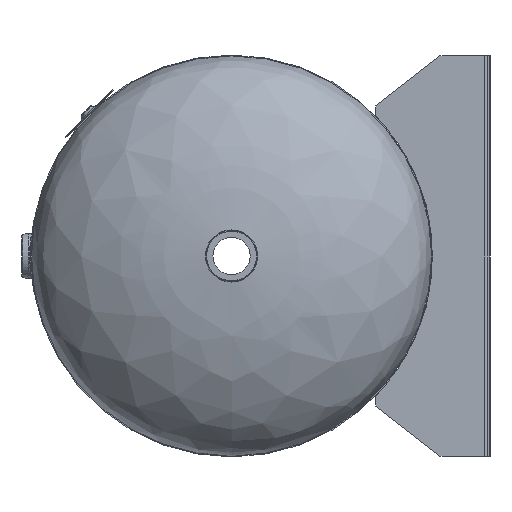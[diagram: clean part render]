
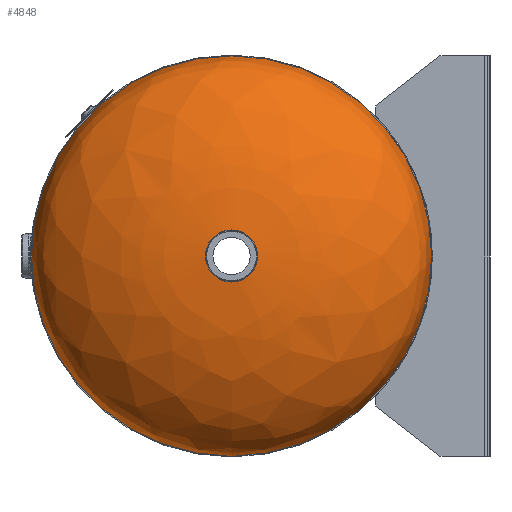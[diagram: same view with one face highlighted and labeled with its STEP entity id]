
A CAD part, left-side view. The second image highlights one B-rep face of the part: STEP entity #4848.
In plain terms, the highlighted free-form (B-spline) face has degree [2, 2] with [3, 9] control points.
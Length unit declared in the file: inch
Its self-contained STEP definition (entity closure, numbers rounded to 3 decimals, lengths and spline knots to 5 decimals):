
#113=ELLIPSE('',#5267,12.,6.0745);
#117=(
BOUNDED_SURFACE()
B_SPLINE_SURFACE(2,2,((#7610,#7611,#7612,#7613,#7614,#7615,#7616,#7617,
#7618),(#7619,#7620,#7621,#7622,#7623,#7624,#7625,#7626,#7627),(#7628,#7629,
#7630,#7631,#7632,#7633,#7634,#7635,#7636)),.UNSPECIFIED.,.F.,.T.,.F.)
B_SPLINE_SURFACE_WITH_KNOTS((3,3),(3,2,2,2,3),(0.,1.5708),
(0.,1.5708,3.14159,4.71239,6.28319),
 .UNSPECIFIED.)
GEOMETRIC_REPRESENTATION_ITEM()
RATIONAL_B_SPLINE_SURFACE(((1.,0.707,1.,0.707,1.,
0.707,1.,0.707,1.),(0.707,0.5,0.707,
0.5,0.707,0.5,0.707,0.5,0.707),(1.,
0.707,1.,0.707,1.,0.707,1.,0.707,
1.)))
REPRESENTATION_ITEM('')
SURFACE()
);
#219=CIRCLE('',#5243,1.34375);
#230=CIRCLE('',#5262,12.);
#1577=FACE_OUTER_BOUND('',#1908,.T.);
#1908=EDGE_LOOP('',(#3548,#3549,#3550,#3551));
#2355=VERTEX_POINT('',#7572);
#2366=VERTEX_POINT('',#7602);
#2827=EDGE_CURVE('',#2355,#2355,#219,.T.);
#2838=EDGE_CURVE('',#2366,#2366,#230,.T.);
#2841=EDGE_CURVE('',#2355,#2366,#113,.T.);
#3548=ORIENTED_EDGE('',*,*,#2827,.T.);
#3549=ORIENTED_EDGE('',*,*,#2841,.T.);
#3550=ORIENTED_EDGE('',*,*,#2838,.F.);
#3551=ORIENTED_EDGE('',*,*,#2841,.F.);
#4848=ADVANCED_FACE('',(#1577),#117,.T.);
#5243=AXIS2_PLACEMENT_3D('',#7573,#5691,#5692);
#5262=AXIS2_PLACEMENT_3D('',#7603,#5729,#5730);
#5267=AXIS2_PLACEMENT_3D('',#7637,#5739,#5740);
#5691=DIRECTION('center_axis',(0.,-1.,0.));
#5692=DIRECTION('ref_axis',(0.809,0.,-0.588));
#5729=DIRECTION('center_axis',(0.,-1.,0.));
#5730=DIRECTION('ref_axis',(1.,0.,0.));
#5739=DIRECTION('center_axis',(0.,0.,-1.));
#5740=DIRECTION('ref_axis',(1.,0.,0.));
#7572=CARTESIAN_POINT('',(1.34375,6.03629,0.));
#7573=CARTESIAN_POINT('Origin',(0.,6.03629,0.));
#7602=CARTESIAN_POINT('',(12.,0.,0.));
#7603=CARTESIAN_POINT('Origin',(0.,0.,0.));
#7610=CARTESIAN_POINT('Ctrl Pts',(12.,0.,0.));
#7611=CARTESIAN_POINT('Ctrl Pts',(12.,0.,12.));
#7612=CARTESIAN_POINT('Ctrl Pts',(0.,0.,12.));
#7613=CARTESIAN_POINT('Ctrl Pts',(-12.,0.,12.));
#7614=CARTESIAN_POINT('Ctrl Pts',(-12.,0.,0.));
#7615=CARTESIAN_POINT('Ctrl Pts',(-12.,0.,-12.));
#7616=CARTESIAN_POINT('Ctrl Pts',(0.,0.,-12.));
#7617=CARTESIAN_POINT('Ctrl Pts',(12.,0.,-12.));
#7618=CARTESIAN_POINT('Ctrl Pts',(12.,0.,0.));
#7619=CARTESIAN_POINT('Ctrl Pts',(12.,6.0745,0.));
#7620=CARTESIAN_POINT('Ctrl Pts',(12.,6.0745,12.));
#7621=CARTESIAN_POINT('Ctrl Pts',(0.,6.0745,12.));
#7622=CARTESIAN_POINT('Ctrl Pts',(-12.,6.0745,12.));
#7623=CARTESIAN_POINT('Ctrl Pts',(-12.,6.0745,0.));
#7624=CARTESIAN_POINT('Ctrl Pts',(-12.,6.0745,-12.));
#7625=CARTESIAN_POINT('Ctrl Pts',(0.,6.0745,-12.));
#7626=CARTESIAN_POINT('Ctrl Pts',(12.,6.0745,-12.));
#7627=CARTESIAN_POINT('Ctrl Pts',(12.,6.0745,0.));
#7628=CARTESIAN_POINT('Ctrl Pts',(0.,6.0745,0.));
#7629=CARTESIAN_POINT('Ctrl Pts',(0.,6.0745,0.));
#7630=CARTESIAN_POINT('Ctrl Pts',(0.,6.0745,0.));
#7631=CARTESIAN_POINT('Ctrl Pts',(0.,6.0745,0.));
#7632=CARTESIAN_POINT('Ctrl Pts',(0.,6.0745,0.));
#7633=CARTESIAN_POINT('Ctrl Pts',(0.,6.0745,0.));
#7634=CARTESIAN_POINT('Ctrl Pts',(0.,6.0745,0.));
#7635=CARTESIAN_POINT('Ctrl Pts',(0.,6.0745,0.));
#7636=CARTESIAN_POINT('Ctrl Pts',(0.,6.0745,0.));
#7637=CARTESIAN_POINT('Origin',(0.,0.,0.));
